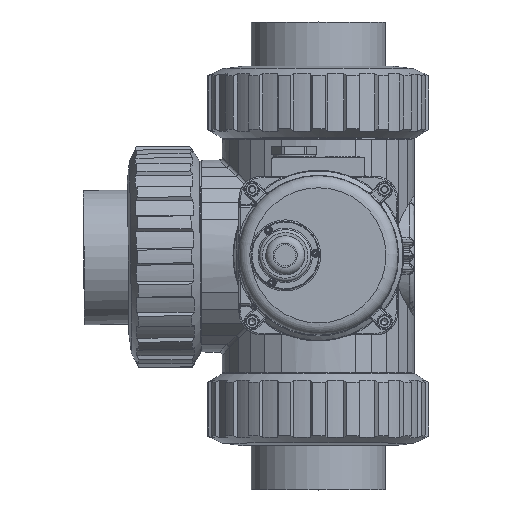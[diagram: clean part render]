
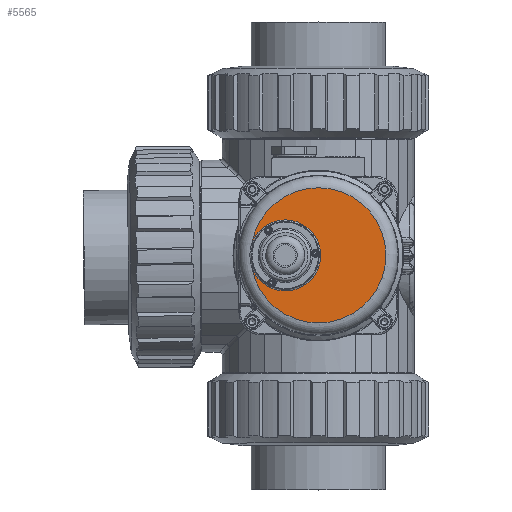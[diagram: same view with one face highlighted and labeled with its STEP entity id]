
A CAD part, top view. The second image highlights one B-rep face of the part: STEP entity #5565.
In plain terms, the highlighted planar face has unit normal (0, 0, 1).
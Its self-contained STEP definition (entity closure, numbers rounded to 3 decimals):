
#435 = CARTESIAN_POINT ( 'NONE',  ( -44.43, 49.864, 115. ) ) ;
#3094 = DIRECTION ( 'NONE',  ( 0., 0., -1. ) ) ;
#3190 = CIRCLE ( 'NONE', #55829, 45.144 ) ;
#5565 = ADVANCED_FACE ( 'NONE', ( #48162 ), #38707, .T. ) ;
#5899 = CARTESIAN_POINT ( 'NONE',  ( -44.43, -7.995, 115. ) ) ;
#9843 = DIRECTION ( 'NONE',  ( 0., 1., 0. ) ) ;
#12053 = CIRCLE ( 'NONE', #35009, 23.718 ) ;
#13181 = EDGE_CURVE ( 'NONE', #54557, #35297, #12053, .T. ) ;
#17133 = CARTESIAN_POINT ( 'NONE',  ( -22.1, 0., 115. ) ) ;
#19450 = EDGE_CURVE ( 'NONE', #54557, #35297, #3190, .T. ) ;
#23394 = DIRECTION ( 'NONE',  ( 0., 0., -1. ) ) ;
#23948 = CARTESIAN_POINT ( 'NONE',  ( -44.43, 7.995, 115. ) ) ;
#32947 = AXIS2_PLACEMENT_3D ( 'NONE', #435, #42813, #38290 ) ;
#35009 = AXIS2_PLACEMENT_3D ( 'NONE', #17133, #3094, #49734 ) ;
#35297 = VERTEX_POINT ( 'NONE', #5899 ) ;
#37341 = ORIENTED_EDGE ( 'NONE', *, *, #13181, .T. ) ;
#37956 = CARTESIAN_POINT ( 'NONE',  ( 0., 0., 115. ) ) ;
#38290 = DIRECTION ( 'NONE',  ( 0., -1., 0. ) ) ;
#38707 = PLANE ( 'NONE',  #32947 ) ;
#42813 = DIRECTION ( 'NONE',  ( 0., 0., 1. ) ) ;
#48162 = FACE_OUTER_BOUND ( 'NONE', #50179, .T. ) ;
#49734 = DIRECTION ( 'NONE',  ( 0., 1., 0. ) ) ;
#50179 = EDGE_LOOP ( 'NONE', ( #37341, #55301 ) ) ;
#54557 = VERTEX_POINT ( 'NONE', #23948 ) ;
#55301 = ORIENTED_EDGE ( 'NONE', *, *, #19450, .F. ) ;
#55829 = AXIS2_PLACEMENT_3D ( 'NONE', #37956, #23394, #9843 ) ;
